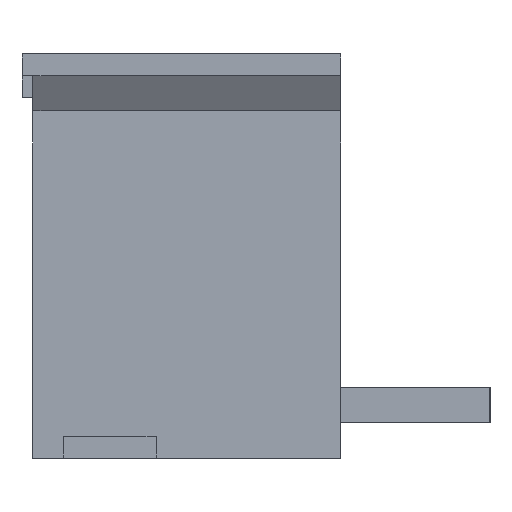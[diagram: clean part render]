
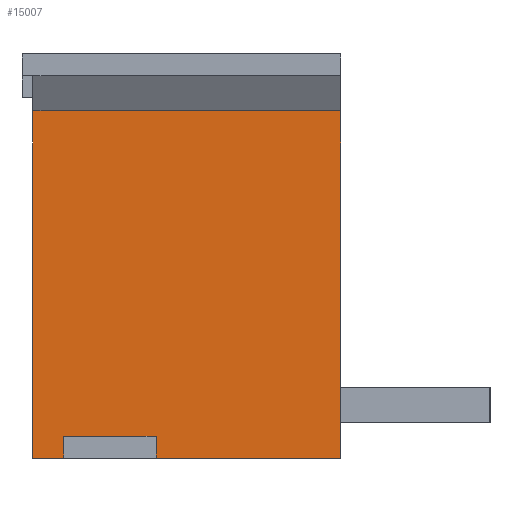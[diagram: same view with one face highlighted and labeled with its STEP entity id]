
A CAD part, left-side view. The second image highlights one B-rep face of the part: STEP entity #15007.
In plain terms, the highlighted planar face has unit normal (-1, 0, 0).
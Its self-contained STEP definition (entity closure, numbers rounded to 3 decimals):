
#144=DIRECTION('',(0.,0.,-1.));
#145=VECTOR('',#144,7.9);
#146=CARTESIAN_POINT('',(-18.,4.,-1.3));
#147=LINE('',#146,#145);
#630=DIRECTION('',(0.,-1.,0.));
#631=VECTOR('',#630,0.7);
#632=CARTESIAN_POINT('',(-18.,4.,-9.2));
#633=LINE('',#632,#631);
#646=DIRECTION('',(0.,-1.,0.));
#647=VECTOR('',#646,4.2);
#648=CARTESIAN_POINT('',(-18.,1.2,-9.2));
#649=LINE('',#648,#647);
#2484=DIRECTION('',(0.,1.,0.));
#2485=VECTOR('',#2484,2.1);
#2486=CARTESIAN_POINT('',(-18.,1.2,-8.7));
#2487=LINE('',#2486,#2485);
#2488=DIRECTION('',(0.,0.,1.));
#2489=VECTOR('',#2488,0.5);
#2490=CARTESIAN_POINT('',(-18.,3.3,-9.2));
#2491=LINE('',#2490,#2489);
#2492=DIRECTION('',(0.,-1.,0.));
#2493=VECTOR('',#2492,7.);
#2494=CARTESIAN_POINT('',(-18.,4.,-1.3));
#2495=LINE('',#2494,#2493);
#2496=DIRECTION('',(0.,0.,1.));
#2497=VECTOR('',#2496,0.5);
#2498=CARTESIAN_POINT('',(-18.,1.2,-9.2));
#2499=LINE('',#2498,#2497);
#2776=DIRECTION('',(0.,0.,-1.));
#2777=VECTOR('',#2776,7.9);
#2778=CARTESIAN_POINT('',(-18.,-3.,-1.3));
#2779=LINE('',#2778,#2777);
#9424=CARTESIAN_POINT('',(-18.,4.,-1.3));
#9425=CARTESIAN_POINT('',(-18.,4.,-9.2));
#9426=VERTEX_POINT('',#9424);
#9427=VERTEX_POINT('',#9425);
#9436=CARTESIAN_POINT('',(-18.,-3.,-1.3));
#9437=VERTEX_POINT('',#9436);
#9438=CARTESIAN_POINT('',(-18.,-3.,-9.2));
#9439=VERTEX_POINT('',#9438);
#9592=CARTESIAN_POINT('',(-18.,1.2,-8.7));
#9593=CARTESIAN_POINT('',(-18.,3.3,-8.7));
#9594=VERTEX_POINT('',#9592);
#9595=VERTEX_POINT('',#9593);
#9596=CARTESIAN_POINT('',(-18.,3.3,-9.2));
#9597=VERTEX_POINT('',#9596);
#9598=CARTESIAN_POINT('',(-18.,1.2,-9.2));
#9599=VERTEX_POINT('',#9598);
#14987=CARTESIAN_POINT('',(-18.,4.,-1.3));
#14988=DIRECTION('',(-1.,0.,0.));
#14989=DIRECTION('',(0.,0.,-1.));
#14990=AXIS2_PLACEMENT_3D('',#14987,#14988,#14989);
#14991=PLANE('',#14990);
#14993=ORIENTED_EDGE('',*,*,#14992,.T.);
#14995=ORIENTED_EDGE('',*,*,#14994,.F.);
#14996=ORIENTED_EDGE('',*,*,#12224,.F.);
#14997=ORIENTED_EDGE('',*,*,#11959,.F.);
#14999=ORIENTED_EDGE('',*,*,#14998,.T.);
#15001=ORIENTED_EDGE('',*,*,#15000,.T.);
#15002=ORIENTED_EDGE('',*,*,#12232,.F.);
#15004=ORIENTED_EDGE('',*,*,#15003,.T.);
#15005=EDGE_LOOP('',(#14993,#14995,#14996,#14997,#14999,#15001,#15002,#15004));
#15006=FACE_OUTER_BOUND('',#15005,.F.);
#15007=ADVANCED_FACE('',(#15006),#14991,.T.);
#11959=EDGE_CURVE('',#9426,#9427,#147,.T.);
#12224=EDGE_CURVE('',#9427,#9597,#633,.T.);
#12232=EDGE_CURVE('',#9599,#9439,#649,.T.);
#14992=EDGE_CURVE('',#9594,#9595,#2487,.T.);
#14994=EDGE_CURVE('',#9597,#9595,#2491,.T.);
#14998=EDGE_CURVE('',#9426,#9437,#2495,.T.);
#15000=EDGE_CURVE('',#9437,#9439,#2779,.T.);
#15003=EDGE_CURVE('',#9599,#9594,#2499,.T.);
